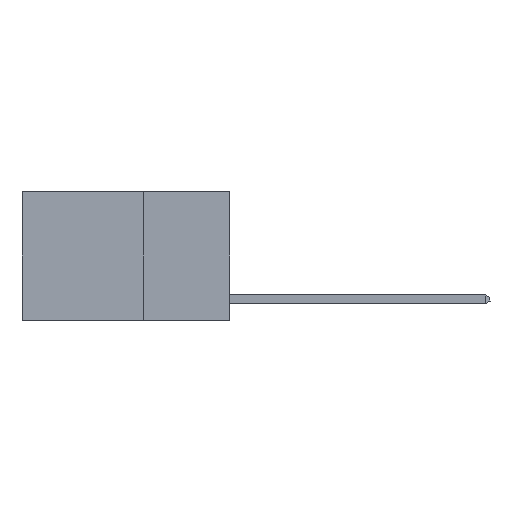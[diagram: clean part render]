
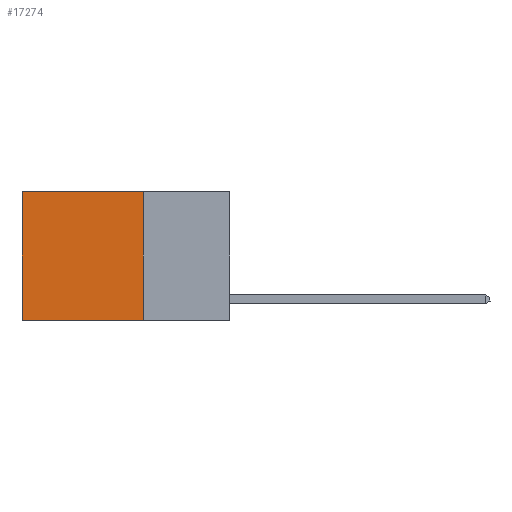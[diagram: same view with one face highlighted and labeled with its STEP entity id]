
A CAD part, left-side view. The second image highlights one B-rep face of the part: STEP entity #17274.
In plain terms, the highlighted planar face has unit normal (-1, 0, 0).
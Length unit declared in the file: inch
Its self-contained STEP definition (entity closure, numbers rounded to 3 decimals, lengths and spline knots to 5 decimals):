
#772 = LINE ( 'NONE', #6860, #7762 ) ;
#1087 = ORIENTED_EDGE ( 'NONE', *, *, #2759, .F. ) ;
#1635 = CARTESIAN_POINT ( 'NONE',  ( 0.2625, 0.25, 0. ) ) ;
#1813 = VERTEX_POINT ( 'NONE', #10420 ) ;
#2759 = EDGE_CURVE ( 'NONE', #5998, #10793, #772, .T. ) ;
#3301 = DIRECTION ( 'NONE',  ( 0., 0., -1. ) ) ;
#3411 = CARTESIAN_POINT ( 'NONE',  ( 0.2625, 0.25, -0.37 ) ) ;
#3706 = DIRECTION ( 'NONE',  ( 1., 0., 0. ) ) ;
#3802 = LINE ( 'NONE', #6713, #12192 ) ;
#4279 = CARTESIAN_POINT ( 'NONE',  ( 0.2625, 0.6, 0. ) ) ;
#5117 = DIRECTION ( 'NONE',  ( 0., 0., -1. ) ) ;
#5737 = DIRECTION ( 'NONE',  ( 0., 1., 0. ) ) ;
#5845 = AXIS2_PLACEMENT_3D ( 'NONE', #19174, #3706, #5117 ) ;
#5998 = VERTEX_POINT ( 'NONE', #1635 ) ;
#6397 = CARTESIAN_POINT ( 'NONE',  ( 0.2625, 0.6, 0. ) ) ;
#6713 = CARTESIAN_POINT ( 'NONE',  ( 0.2625, 0.25, 0. ) ) ;
#6860 = CARTESIAN_POINT ( 'NONE',  ( 0.2625, 0.25, 0. ) ) ;
#7762 = VECTOR ( 'NONE', #12713, 39.37008 ) ;
#8635 = LINE ( 'NONE', #17914, #13716 ) ;
#9696 = EDGE_LOOP ( 'NONE', ( #13661, #11974, #1087, #11656 ) ) ;
#9990 = PLANE ( 'NONE',  #5845 ) ;
#10420 = CARTESIAN_POINT ( 'NONE',  ( 0.2625, 0.6, -0.37 ) ) ;
#10793 = VERTEX_POINT ( 'NONE', #3411 ) ;
#11656 = ORIENTED_EDGE ( 'NONE', *, *, #17269, .T. ) ;
#11974 = ORIENTED_EDGE ( 'NONE', *, *, #18786, .F. ) ;
#12192 = VECTOR ( 'NONE', #12769, 39.37008 ) ;
#12421 = VECTOR ( 'NONE', #3301, 39.37008 ) ;
#12713 = DIRECTION ( 'NONE',  ( 0., 0., -1. ) ) ;
#12769 = DIRECTION ( 'NONE',  ( 0., 1., 0. ) ) ;
#13661 = ORIENTED_EDGE ( 'NONE', *, *, #18946, .T. ) ;
#13716 = VECTOR ( 'NONE', #5737, 39.37008 ) ;
#13955 = LINE ( 'NONE', #6397, #12421 ) ;
#17269 = EDGE_CURVE ( 'NONE', #5998, #17990, #3802, .T. ) ;
#17274 = ADVANCED_FACE ( 'NONE', ( #18788 ), #9990, .F. ) ;
#17914 = CARTESIAN_POINT ( 'NONE',  ( 0.2625, 0.25, -0.37 ) ) ;
#17990 = VERTEX_POINT ( 'NONE', #4279 ) ;
#18786 = EDGE_CURVE ( 'NONE', #10793, #1813, #8635, .T. ) ;
#18788 = FACE_OUTER_BOUND ( 'NONE', #9696, .T. ) ;
#18946 = EDGE_CURVE ( 'NONE', #17990, #1813, #13955, .T. ) ;
#19174 = CARTESIAN_POINT ( 'NONE',  ( 0.2625, 0.25, 0. ) ) ;
